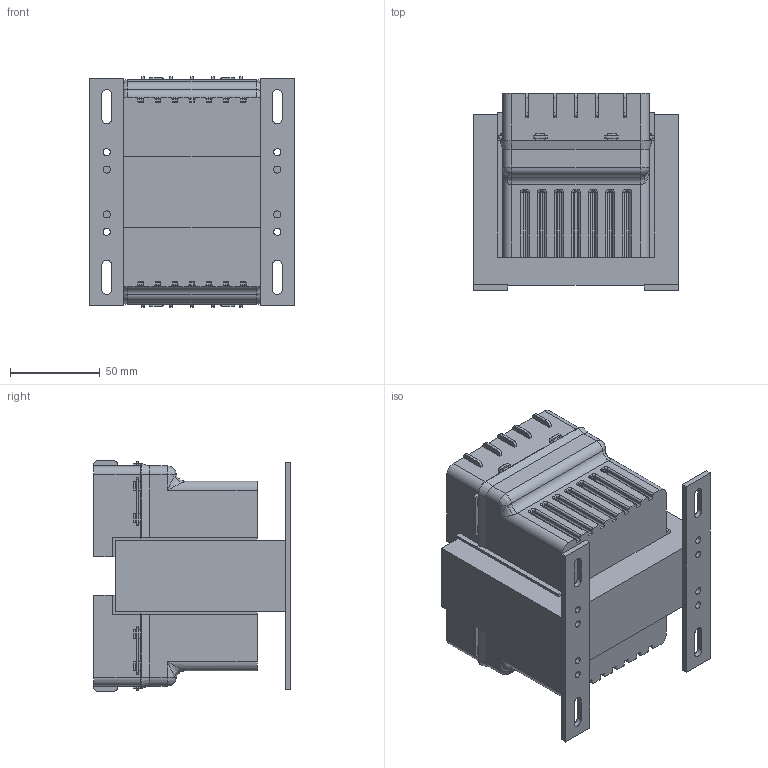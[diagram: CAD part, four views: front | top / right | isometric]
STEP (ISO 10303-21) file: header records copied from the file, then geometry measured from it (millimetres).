
FILE_DESCRIPTION (( 'STEP AP214' ), '1' );
FILE_NAME ('PH250MLI.step', '2017-08-15T17:49:15', ( '' ), ( '' ), 'SwSTEP 2.0', 'SolidWorks 2017', '' );
FILE_SCHEMA (( 'AUTOMOTIVE_DESIGN' ));
Length unit declared in the file: inch
Products named in the file (1): PH250MLI
Bounding box: 114.3 x 110 x 128.9 mm (x, y, z)
Volume: 1020035.4 mm3; surface area: 129612.8 mm2
Topology: 7 solids, 7 shells, 640 faces, 1694 edges, 1040 vertices
Faces by surface type: plane 368, cylinder 194, bspline 74, cone 4
Entity records: 21208 total; most frequent: CARTESIAN_POINT 5697, ORIENTED_EDGE 3316, DIRECTION 3020, EDGE_CURVE 1658, VECTOR 1190, LINE 1190, VERTEX_POINT 1040, AXIS2_PLACEMENT_3D 915
